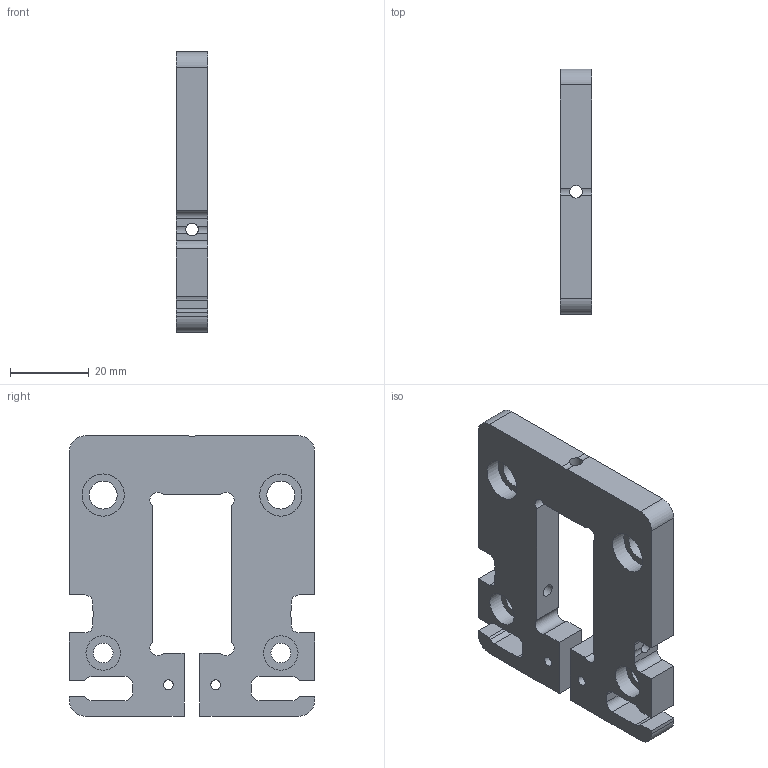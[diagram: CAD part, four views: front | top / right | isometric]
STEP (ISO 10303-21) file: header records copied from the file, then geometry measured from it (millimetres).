
FILE_DESCRIPTION(('FreeCAD Model'),'2;1');
FILE_NAME('Open CASCADE Shape Model','2024-11-16T19:56:32',(''),(''), 'Open CASCADE STEP processor 7.8','FreeCAD','Unknown');
FILE_SCHEMA(('AUTOMOTIVE_DESIGN { 1 0 10303 214 1 1 1 1 }'));
Length unit declared in the file: millimetre
Products named in the file (1): CAR-Y.V3.1-rev2
Bounding box: 8 x 62.1 x 71 mm (x, y, z)
Volume: 23686.1 mm3; surface area: 11457.5 mm2
Topology: 1 solids, 1 shells, 84 faces, 253 edges, 172 vertices
Faces by surface type: plane 45, cylinder 39
Full cylindrical faces by diameter (mm): 2.5 x2, 3.2 x3, 5 x2, 7.1 x2, 8.7 x2, 10.7 x2
Entity records: 6671 total; most frequent: CARTESIAN_POINT 1574, DIRECTION 963, LINE 560, VECTOR 560, ORIENTED_EDGE 506, PCURVE 506, DEFINITIONAL_REPRESENTATION 506, EDGE_CURVE 253
